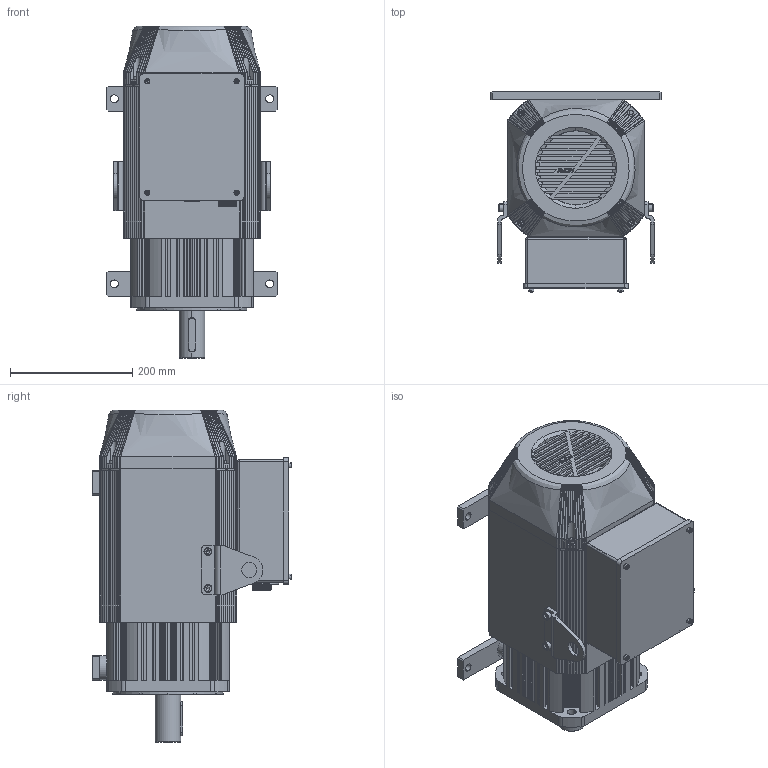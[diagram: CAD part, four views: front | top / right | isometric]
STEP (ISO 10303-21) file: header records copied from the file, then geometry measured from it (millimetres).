
FILE_DESCRIPTION (( 'STEP AP203' ), '1' );
FILE_NAME ('10002030101-0034-SV-X7VMM20-22D15CH-DN0F-0BH-6僇俋倛芞.STEP', '2025-10-29T02:28:57', ( '' ), ( '' ), 'SwSTEP 2.0', 'SolidWorks 2021', '' );
FILE_SCHEMA (( 'CONFIG_CONTROL_DESIGN' ));
Products named in the file (1): 10002030101-0034-SV-X7VMM20-22D15CH-DN0F-0BH-6僇俋倛芞
Bounding box: 278 x 326.5 x 542.5 mm (x, y, z)
Volume: 19444324.1 mm3; surface area: 1062005.3 mm2
Topology: 8 solids, 41 shells, 3588 faces, 9756 edges, 6190 vertices
Faces by surface type: plane 1525, cylinder 1134, bspline 374, cone 242, torus 209, sphere 104
Entity records: 149237 total; most frequent: CARTESIAN_POINT 61152, ORIENTED_EDGE 19048, DIRECTION 17746, EDGE_CURVE 9524, AXIS2_PLACEMENT_3D 6499, VERTEX_POINT 6135, VECTOR 4748, LINE 4748
